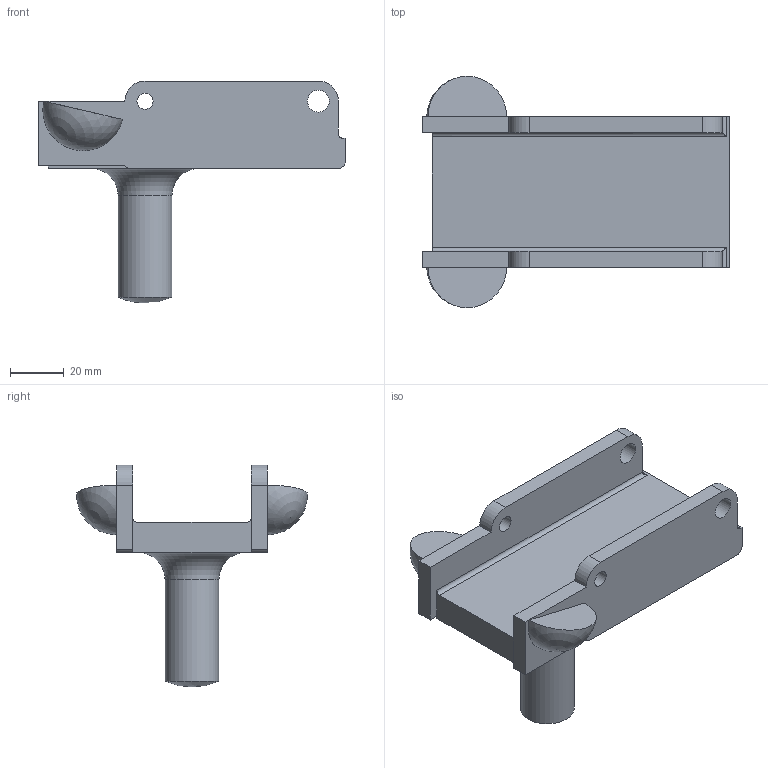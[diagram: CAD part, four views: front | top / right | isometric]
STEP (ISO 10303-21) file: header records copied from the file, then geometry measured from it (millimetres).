
FILE_DESCRIPTION(/* description */ (''),/* implementation_level */ '2;1');
FILE_NAME(/* name */ 'Ground_link1.step',/* time_stamp */ '2024-11-17T16:35:59+07:00',/* author */ (''),/* organization */ (''),/* preprocessor_version */ 'ST-DEVELOPER v20',/* originating_system */ 'Autodesk Translation Framework v13.20.0.188',/* authorisation */ '');
FILE_SCHEMA (('AUTOMOTIVE_DESIGN { 1 0 10303 214 3 1 1 }'));
Length unit declared in the file: millimetre
Products named in the file (2): Assembly6; Ground
Assembly tree (1 placements, depth 2):
  Assembly6
    Ground
Bounding box: 113.91 x 86 x 82.5 mm (x, y, z)
Volume: 118060.4 mm3; surface area: 29393.6 mm2
Topology: 1 solids, 1 shells, 42 faces, 116 edges, 74 vertices
Faces by surface type: plane 22, cylinder 16, sphere 3, torus 1
Full cylindrical faces by diameter (mm): 6 x2, 8.1 x2, 20 x1
Entity records: 1395 total; most frequent: DIRECTION 244, CARTESIAN_POINT 232, ORIENTED_EDGE 226, EDGE_CURVE 113, AXIS2_PLACEMENT_3D 86, VERTEX_POINT 74, LINE 72, VECTOR 72
